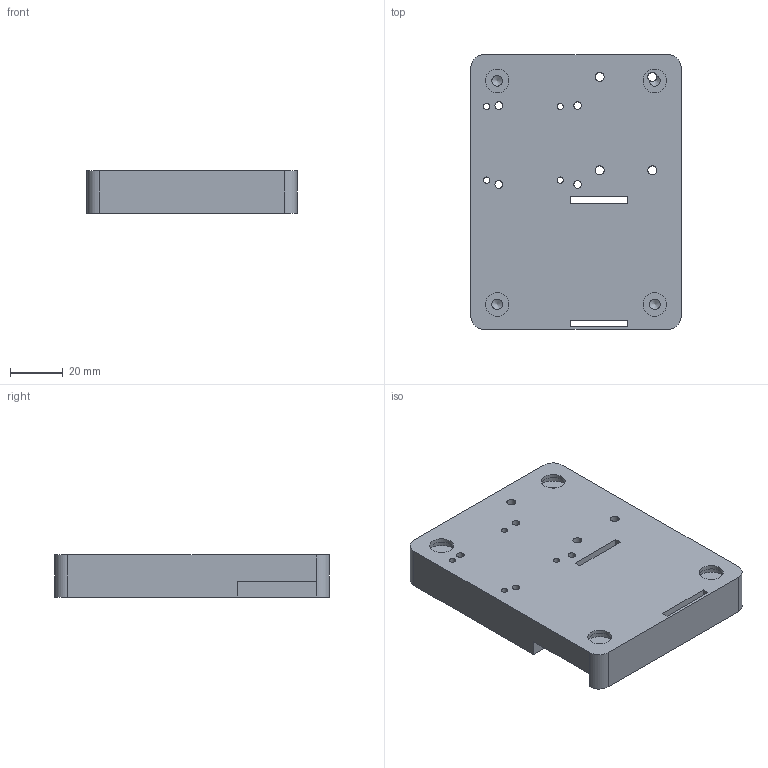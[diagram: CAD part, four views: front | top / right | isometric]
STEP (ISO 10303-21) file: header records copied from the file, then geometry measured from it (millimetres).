
FILE_DESCRIPTION(/* description */ (''),/* implementation_level */ '2;1');
FILE_NAME(/* name */ 'a9064363-9837-43da-abb4-ee79a4e94889.stp',/* time_stamp */ '2024-03-29T15:56:11Z',/* author */ (''),/* organization */ (''),/* preprocessor_version */ 'ST-DEVELOPER v20',/* originating_system */ 'Autodesk Translation Framework v12.20.1.177',/* authorisation */ '');
FILE_SCHEMA (('AUTOMOTIVE_DESIGN { 1 0 10303 214 3 1 1 }'));
Length unit declared in the file: millimetre
Products named in the file (1): sensor_holder_second_piece
Bounding box: 80 x 104.5 x 16 mm (x, y, z)
Volume: 111750.7 mm3; surface area: 27524.2 mm2
Topology: 1 solids, 1 shells, 57 faces, 143 edges, 95 vertices
Faces by surface type: plane 28, cylinder 24, cone 5
Full cylindrical faces by diameter (mm): 2.4 x4, 2.9 x4, 3.4 x4, 9 x4, 13 x4
Entity records: 1825 total; most frequent: CARTESIAN_POINT 327, DIRECTION 304, ORIENTED_EDGE 278, EDGE_CURVE 139, AXIS2_PLACEMENT_3D 111, EDGE_LOOP 96, VERTEX_POINT 95, LINE 82
